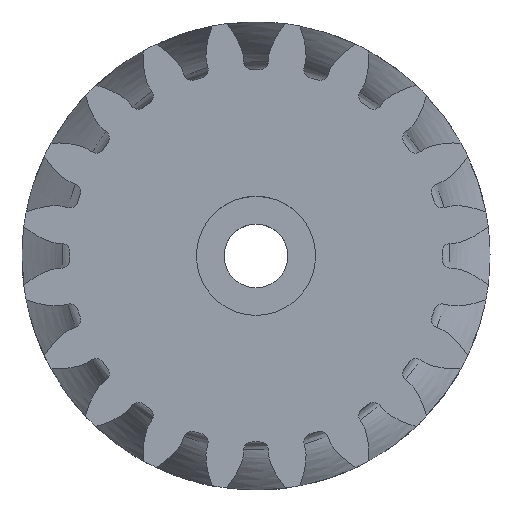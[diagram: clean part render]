
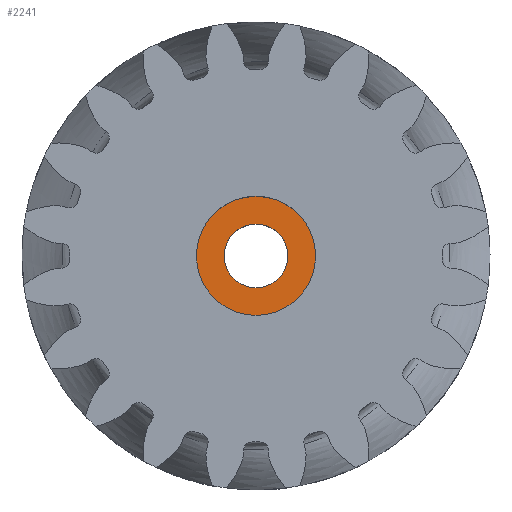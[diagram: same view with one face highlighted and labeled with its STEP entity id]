
A CAD part, top view. The second image highlights one B-rep face of the part: STEP entity #2241.
In plain terms, the highlighted planar face has unit normal (0, 0, 1).
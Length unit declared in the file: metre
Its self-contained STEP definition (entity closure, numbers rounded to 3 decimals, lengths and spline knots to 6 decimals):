
#294=PLANE('',#2466);
#1022=ORIENTED_EDGE('',*,*,#1029,.F.);
#1023=ORIENTED_EDGE('',*,*,#1392,.T.);
#1029=EDGE_CURVE('',#1395,#1395,#1641,.T.);
#1392=EDGE_CURVE('',#1638,#1638,#1804,.T.);
#1395=VERTEX_POINT('',#2903);
#1638=VERTEX_POINT('',#11232);
#1641=CIRCLE('',#2259,0.0015);
#1804=CIRCLE('',#2465,0.0028);
#1934=EDGE_LOOP('',(#1022));
#1935=EDGE_LOOP('',(#1023));
#2068=FACE_BOUND('',#1934,.T.);
#2069=FACE_BOUND('',#1935,.T.);
#2241=ADVANCED_FACE('',(#2068,#2069),#294,.T.);
#2259=AXIS2_PLACEMENT_3D('',#2902,#2476,#2477);
#2465=AXIS2_PLACEMENT_3D('',#11231,#2888,#2889);
#2466=AXIS2_PLACEMENT_3D('',#11233,#2890,#2891);
#2476=DIRECTION('',(0.,0.,1.));
#2477=DIRECTION('',(1.,0.,0.));
#2888=DIRECTION('',(0.,0.,1.));
#2889=DIRECTION('',(1.,0.,0.));
#2890=DIRECTION('',(0.,0.,1.));
#2891=DIRECTION('',(1.,0.,0.));
#2902=CARTESIAN_POINT('',(0.0085,0.069482,-0.001339));
#2903=CARTESIAN_POINT('',(0.01,0.069482,-0.001339));
#11231=CARTESIAN_POINT('',(0.0085,0.069482,-0.001339));
#11232=CARTESIAN_POINT('',(0.0113,0.069482,-0.001339));
#11233=CARTESIAN_POINT('',(0.0085,0.069482,-0.001339));
